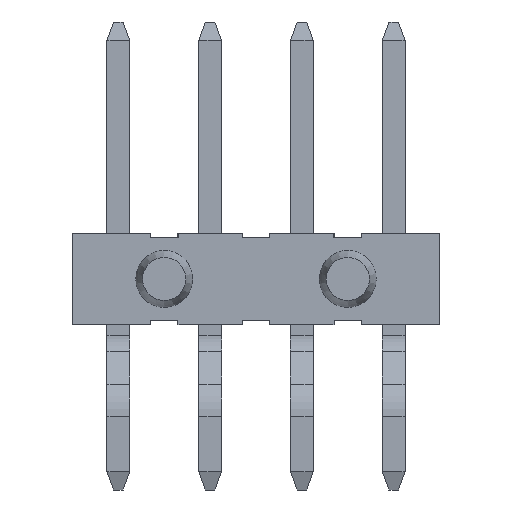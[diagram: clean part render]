
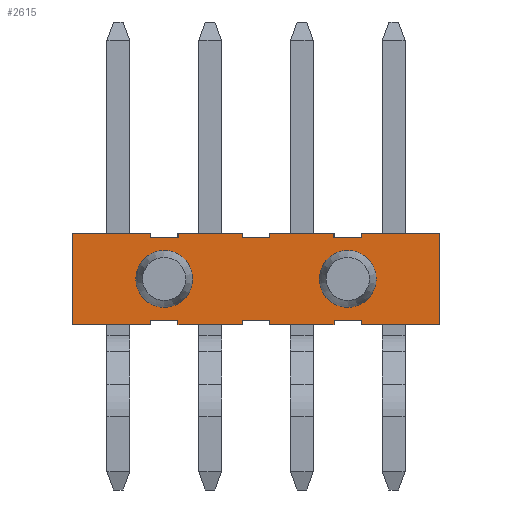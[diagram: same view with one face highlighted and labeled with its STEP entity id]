
A CAD part, front view. The second image highlights one B-rep face of the part: STEP entity #2615.
In plain terms, the highlighted planar face has unit normal (0, -1, 0).
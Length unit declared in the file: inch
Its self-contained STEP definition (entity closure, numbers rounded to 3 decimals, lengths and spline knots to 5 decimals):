
#51=LINE('',#3697,#395);
#52=LINE('',#3700,#396);
#53=LINE('',#3702,#397);
#54=LINE('',#3704,#398);
#55=LINE('',#3706,#399);
#56=LINE('',#3708,#400);
#57=LINE('',#3710,#401);
#58=LINE('',#3712,#402);
#59=LINE('',#3714,#403);
#60=LINE('',#3716,#404);
#61=LINE('',#3718,#405);
#62=LINE('',#3720,#406);
#63=LINE('',#3722,#407);
#64=LINE('',#3724,#408);
#65=LINE('',#3726,#409);
#66=LINE('',#3728,#410);
#67=LINE('',#3730,#411);
#68=LINE('',#3732,#412);
#69=LINE('',#3734,#413);
#70=LINE('',#3736,#414);
#71=LINE('',#3738,#415);
#72=LINE('',#3740,#416);
#73=LINE('',#3742,#417);
#74=LINE('',#3744,#418);
#75=LINE('',#3746,#419);
#76=LINE('',#3748,#420);
#77=LINE('',#3750,#421);
#78=LINE('',#3752,#422);
#395=VECTOR('',#2981,39.37008);
#396=VECTOR('',#2982,39.37008);
#397=VECTOR('',#2983,39.37008);
#398=VECTOR('',#2984,39.37008);
#399=VECTOR('',#2985,39.37008);
#400=VECTOR('',#2986,39.37008);
#401=VECTOR('',#2987,39.37008);
#402=VECTOR('',#2988,39.37008);
#403=VECTOR('',#2989,39.37008);
#404=VECTOR('',#2990,39.37008);
#405=VECTOR('',#2991,39.37008);
#406=VECTOR('',#2992,39.37008);
#407=VECTOR('',#2993,39.37008);
#408=VECTOR('',#2994,39.37008);
#409=VECTOR('',#2995,39.37008);
#410=VECTOR('',#2996,39.37008);
#411=VECTOR('',#2997,39.37008);
#412=VECTOR('',#2998,39.37008);
#413=VECTOR('',#2999,39.37008);
#414=VECTOR('',#3000,39.37008);
#415=VECTOR('',#3001,39.37008);
#416=VECTOR('',#3002,39.37008);
#417=VECTOR('',#3003,39.37008);
#418=VECTOR('',#3004,39.37008);
#419=VECTOR('',#3005,39.37008);
#420=VECTOR('',#3006,39.37008);
#421=VECTOR('',#3007,39.37008);
#422=VECTOR('',#3008,39.37008);
#739=ORIENTED_EDGE('',*,*,#1503,.F.);
#740=ORIENTED_EDGE('',*,*,#1504,.F.);
#741=ORIENTED_EDGE('',*,*,#1505,.F.);
#742=ORIENTED_EDGE('',*,*,#1506,.F.);
#743=ORIENTED_EDGE('',*,*,#1507,.F.);
#744=ORIENTED_EDGE('',*,*,#1508,.F.);
#745=ORIENTED_EDGE('',*,*,#1509,.F.);
#746=ORIENTED_EDGE('',*,*,#1510,.F.);
#747=ORIENTED_EDGE('',*,*,#1511,.F.);
#748=ORIENTED_EDGE('',*,*,#1512,.F.);
#749=ORIENTED_EDGE('',*,*,#1513,.F.);
#750=ORIENTED_EDGE('',*,*,#1514,.F.);
#751=ORIENTED_EDGE('',*,*,#1515,.F.);
#752=ORIENTED_EDGE('',*,*,#1516,.F.);
#753=ORIENTED_EDGE('',*,*,#1517,.T.);
#754=ORIENTED_EDGE('',*,*,#1518,.T.);
#755=ORIENTED_EDGE('',*,*,#1519,.F.);
#756=ORIENTED_EDGE('',*,*,#1520,.F.);
#757=ORIENTED_EDGE('',*,*,#1521,.F.);
#758=ORIENTED_EDGE('',*,*,#1522,.T.);
#759=ORIENTED_EDGE('',*,*,#1523,.F.);
#760=ORIENTED_EDGE('',*,*,#1524,.F.);
#761=ORIENTED_EDGE('',*,*,#1525,.F.);
#762=ORIENTED_EDGE('',*,*,#1526,.T.);
#763=ORIENTED_EDGE('',*,*,#1527,.F.);
#764=ORIENTED_EDGE('',*,*,#1528,.F.);
#765=ORIENTED_EDGE('',*,*,#1529,.F.);
#766=ORIENTED_EDGE('',*,*,#1530,.T.);
#767=ORIENTED_EDGE('',*,*,#1531,.F.);
#768=ORIENTED_EDGE('',*,*,#1532,.F.);
#1503=EDGE_CURVE('',#1885,#1885,#2131,.F.);
#1504=EDGE_CURVE('',#1886,#1886,#2132,.F.);
#1505=EDGE_CURVE('',#1887,#1888,#51,.T.);
#1506=EDGE_CURVE('',#1889,#1887,#52,.T.);
#1507=EDGE_CURVE('',#1890,#1889,#53,.T.);
#1508=EDGE_CURVE('',#1891,#1890,#54,.T.);
#1509=EDGE_CURVE('',#1892,#1891,#55,.T.);
#1510=EDGE_CURVE('',#1893,#1892,#56,.T.);
#1511=EDGE_CURVE('',#1894,#1893,#57,.T.);
#1512=EDGE_CURVE('',#1895,#1894,#58,.T.);
#1513=EDGE_CURVE('',#1896,#1895,#59,.T.);
#1514=EDGE_CURVE('',#1897,#1896,#60,.T.);
#1515=EDGE_CURVE('',#1898,#1897,#61,.T.);
#1516=EDGE_CURVE('',#1899,#1898,#62,.T.);
#1517=EDGE_CURVE('',#1899,#1900,#63,.T.);
#1518=EDGE_CURVE('',#1900,#1901,#64,.T.);
#1519=EDGE_CURVE('',#1902,#1901,#65,.T.);
#1520=EDGE_CURVE('',#1903,#1902,#66,.T.);
#1521=EDGE_CURVE('',#1904,#1903,#67,.T.);
#1522=EDGE_CURVE('',#1904,#1905,#68,.T.);
#1523=EDGE_CURVE('',#1906,#1905,#69,.T.);
#1524=EDGE_CURVE('',#1907,#1906,#70,.T.);
#1525=EDGE_CURVE('',#1908,#1907,#71,.T.);
#1526=EDGE_CURVE('',#1908,#1909,#72,.T.);
#1527=EDGE_CURVE('',#1910,#1909,#73,.T.);
#1528=EDGE_CURVE('',#1911,#1910,#74,.T.);
#1529=EDGE_CURVE('',#1912,#1911,#75,.T.);
#1530=EDGE_CURVE('',#1912,#1913,#76,.T.);
#1531=EDGE_CURVE('',#1914,#1913,#77,.T.);
#1532=EDGE_CURVE('',#1888,#1914,#78,.T.);
#1885=VERTEX_POINT('',#3694);
#1886=VERTEX_POINT('',#3696);
#1887=VERTEX_POINT('',#3698);
#1888=VERTEX_POINT('',#3699);
#1889=VERTEX_POINT('',#3701);
#1890=VERTEX_POINT('',#3703);
#1891=VERTEX_POINT('',#3705);
#1892=VERTEX_POINT('',#3707);
#1893=VERTEX_POINT('',#3709);
#1894=VERTEX_POINT('',#3711);
#1895=VERTEX_POINT('',#3713);
#1896=VERTEX_POINT('',#3715);
#1897=VERTEX_POINT('',#3717);
#1898=VERTEX_POINT('',#3719);
#1899=VERTEX_POINT('',#3721);
#1900=VERTEX_POINT('',#3723);
#1901=VERTEX_POINT('',#3725);
#1902=VERTEX_POINT('',#3727);
#1903=VERTEX_POINT('',#3729);
#1904=VERTEX_POINT('',#3731);
#1905=VERTEX_POINT('',#3733);
#1906=VERTEX_POINT('',#3735);
#1907=VERTEX_POINT('',#3737);
#1908=VERTEX_POINT('',#3739);
#1909=VERTEX_POINT('',#3741);
#1910=VERTEX_POINT('',#3743);
#1911=VERTEX_POINT('',#3745);
#1912=VERTEX_POINT('',#3747);
#1913=VERTEX_POINT('',#3749);
#1914=VERTEX_POINT('',#3751);
#2131=CIRCLE('',#2788,0.031);
#2132=CIRCLE('',#2789,0.031);
#2169=EDGE_LOOP('',(#739));
#2170=EDGE_LOOP('',(#740));
#2171=EDGE_LOOP('',(#741,#742,#743,#744,#745,#746,#747,#748,#749,#750,#751,
#752,#753,#754,#755,#756,#757,#758,#759,#760,#761,#762,#763,#764,#765,#766,
#767,#768));
#2329=FACE_BOUND('',#2169,.T.);
#2330=FACE_BOUND('',#2170,.T.);
#2331=FACE_BOUND('',#2171,.T.);
#2489=PLANE('',#2787);
#2615=ADVANCED_FACE('',(#2329,#2330,#2331),#2489,.F.);
#2787=AXIS2_PLACEMENT_3D('',#3692,#2975,#2976);
#2788=AXIS2_PLACEMENT_3D('',#3693,#2977,#2978);
#2789=AXIS2_PLACEMENT_3D('',#3695,#2979,#2980);
#2975=DIRECTION('',(0.,1.,0.));
#2976=DIRECTION('',(0.,0.,1.));
#2977=DIRECTION('',(0.,1.,0.));
#2978=DIRECTION('',(0.,0.,1.));
#2979=DIRECTION('',(0.,1.,0.));
#2980=DIRECTION('',(0.,0.,1.));
#2981=DIRECTION('',(0.,0.,1.));
#2982=DIRECTION('',(1.,0.,0.));
#2983=DIRECTION('',(0.,0.,-1.));
#2984=DIRECTION('',(1.,0.,0.));
#2985=DIRECTION('',(0.,0.,1.));
#2986=DIRECTION('',(1.,0.,0.));
#2987=DIRECTION('',(0.,0.,-1.));
#2988=DIRECTION('',(1.,0.,0.));
#2989=DIRECTION('',(0.,0.,1.));
#2990=DIRECTION('',(1.,0.,0.));
#2991=DIRECTION('',(0.,0.,-1.));
#2992=DIRECTION('',(1.,0.,0.));
#2993=DIRECTION('',(0.,0.,-1.));
#2994=DIRECTION('',(1.,0.,0.));
#2995=DIRECTION('',(0.,0.,-1.));
#2996=DIRECTION('',(-1.,0.,0.));
#2997=DIRECTION('',(0.,0.,1.));
#2998=DIRECTION('',(1.,0.,0.));
#2999=DIRECTION('',(0.,0.,-1.));
#3000=DIRECTION('',(-1.,0.,0.));
#3001=DIRECTION('',(0.,0.,1.));
#3002=DIRECTION('',(1.,0.,0.));
#3003=DIRECTION('',(0.,0.,-1.));
#3004=DIRECTION('',(-1.,0.,0.));
#3005=DIRECTION('',(0.,0.,1.));
#3006=DIRECTION('',(1.,0.,0.));
#3007=DIRECTION('',(0.,0.,-1.));
#3008=DIRECTION('',(1.,0.,0.));
#3692=CARTESIAN_POINT('',(-0.2,-0.06,0.05));
#3693=CARTESIAN_POINT('',(0.1,-0.06,0.));
#3694=CARTESIAN_POINT('',(0.1,-0.06,0.031));
#3695=CARTESIAN_POINT('',(-0.1,-0.06,0.));
#3696=CARTESIAN_POINT('',(-0.1,-0.06,0.031));
#3697=CARTESIAN_POINT('',(0.115,-0.06,0.05));
#3698=CARTESIAN_POINT('',(0.115,-0.06,0.045));
#3699=CARTESIAN_POINT('',(0.115,-0.06,0.05));
#3700=CARTESIAN_POINT('',(-0.2,-0.06,0.045));
#3701=CARTESIAN_POINT('',(0.085,-0.06,0.045));
#3702=CARTESIAN_POINT('',(0.085,-0.06,0.05));
#3703=CARTESIAN_POINT('',(0.085,-0.06,0.05));
#3704=CARTESIAN_POINT('',(-0.2,-0.06,0.05));
#3705=CARTESIAN_POINT('',(0.015,-0.06,0.05));
#3706=CARTESIAN_POINT('',(0.015,-0.06,0.05));
#3707=CARTESIAN_POINT('',(0.015,-0.06,0.045));
#3708=CARTESIAN_POINT('',(-0.2,-0.06,0.045));
#3709=CARTESIAN_POINT('',(-0.015,-0.06,0.045));
#3710=CARTESIAN_POINT('',(-0.015,-0.06,0.05));
#3711=CARTESIAN_POINT('',(-0.015,-0.06,0.05));
#3712=CARTESIAN_POINT('',(-0.2,-0.06,0.05));
#3713=CARTESIAN_POINT('',(-0.085,-0.06,0.05));
#3714=CARTESIAN_POINT('',(-0.085,-0.06,0.05));
#3715=CARTESIAN_POINT('',(-0.085,-0.06,0.045));
#3716=CARTESIAN_POINT('',(-0.2,-0.06,0.045));
#3717=CARTESIAN_POINT('',(-0.115,-0.06,0.045));
#3718=CARTESIAN_POINT('',(-0.115,-0.06,0.05));
#3719=CARTESIAN_POINT('',(-0.115,-0.06,0.05));
#3720=CARTESIAN_POINT('',(-0.2,-0.06,0.05));
#3721=CARTESIAN_POINT('',(-0.2,-0.06,0.05));
#3722=CARTESIAN_POINT('',(-0.2,-0.06,0.05));
#3723=CARTESIAN_POINT('',(-0.2,-0.06,-0.05));
#3724=CARTESIAN_POINT('',(-0.2,-0.06,-0.05));
#3725=CARTESIAN_POINT('',(-0.115,-0.06,-0.05));
#3726=CARTESIAN_POINT('',(-0.115,-0.06,0.05));
#3727=CARTESIAN_POINT('',(-0.115,-0.06,-0.045));
#3728=CARTESIAN_POINT('',(-0.2,-0.06,-0.045));
#3729=CARTESIAN_POINT('',(-0.085,-0.06,-0.045));
#3730=CARTESIAN_POINT('',(-0.085,-0.06,0.05));
#3731=CARTESIAN_POINT('',(-0.085,-0.06,-0.05));
#3732=CARTESIAN_POINT('',(-0.2,-0.06,-0.05));
#3733=CARTESIAN_POINT('',(-0.015,-0.06,-0.05));
#3734=CARTESIAN_POINT('',(-0.015,-0.06,0.05));
#3735=CARTESIAN_POINT('',(-0.015,-0.06,-0.045));
#3736=CARTESIAN_POINT('',(-0.2,-0.06,-0.045));
#3737=CARTESIAN_POINT('',(0.015,-0.06,-0.045));
#3738=CARTESIAN_POINT('',(0.015,-0.06,0.05));
#3739=CARTESIAN_POINT('',(0.015,-0.06,-0.05));
#3740=CARTESIAN_POINT('',(-0.2,-0.06,-0.05));
#3741=CARTESIAN_POINT('',(0.085,-0.06,-0.05));
#3742=CARTESIAN_POINT('',(0.085,-0.06,0.05));
#3743=CARTESIAN_POINT('',(0.085,-0.06,-0.045));
#3744=CARTESIAN_POINT('',(-0.2,-0.06,-0.045));
#3745=CARTESIAN_POINT('',(0.115,-0.06,-0.045));
#3746=CARTESIAN_POINT('',(0.115,-0.06,0.05));
#3747=CARTESIAN_POINT('',(0.115,-0.06,-0.05));
#3748=CARTESIAN_POINT('',(-0.2,-0.06,-0.05));
#3749=CARTESIAN_POINT('',(0.2,-0.06,-0.05));
#3750=CARTESIAN_POINT('',(0.2,-0.06,0.05));
#3751=CARTESIAN_POINT('',(0.2,-0.06,0.05));
#3752=CARTESIAN_POINT('',(-0.2,-0.06,0.05));
